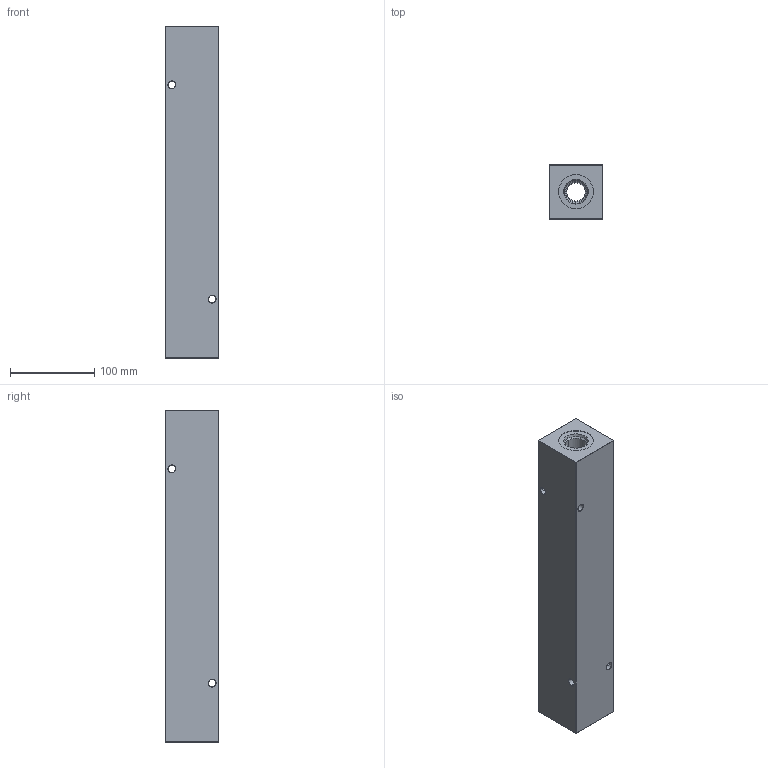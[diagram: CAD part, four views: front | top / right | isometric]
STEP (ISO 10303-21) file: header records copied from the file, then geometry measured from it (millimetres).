
FILE_DESCRIPTION (( 'STEP AP203' ), '1' );
FILE_NAME ('HM-6-0-S-12-6.STEP', '2020-10-23T19:41:46', ( '' ), ( '' ), 'SwSTEP 2.0', 'SolidWorks 2019', '' );
FILE_SCHEMA (( 'CONFIG_CONTROL_DESIGN' ));
Length unit declared in the file: inch
Products named in the file (1): HM-6-0-S-12-6
Bounding box: 63.5 x 63.5 x 393.7 mm (x, y, z)
Volume: 1395017.8 mm3; surface area: 144446.9 mm2
Topology: 1 solids, 1 shells, 555 faces, 1427 edges, 916 vertices
Faces by surface type: plane 237, bspline 192, cone 64, cylinder 62
Entity records: 26414 total; most frequent: CARTESIAN_POINT 14115, ORIENTED_EDGE 2854, DIRECTION 1885, EDGE_CURVE 1427, VERTEX_POINT 916, LINE 849, VECTOR 849, EDGE_LOOP 623
